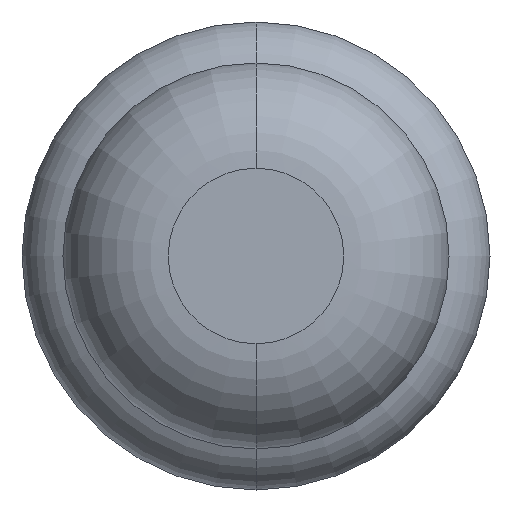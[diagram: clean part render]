
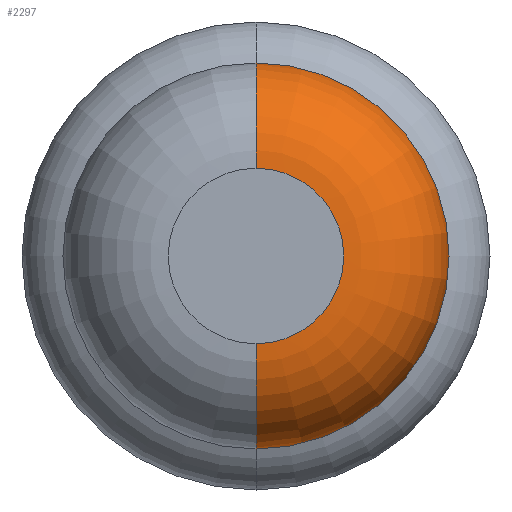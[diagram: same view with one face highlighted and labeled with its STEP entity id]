
A CAD part, front view. The second image highlights one B-rep face of the part: STEP entity #2297.
In plain terms, the highlighted toroidal (fillet/blend) face has major radius 0.375 mm and minor radius 0.45 mm.
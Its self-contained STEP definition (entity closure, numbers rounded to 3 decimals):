
#1 = DIRECTION ( 'NONE',  ( 0., 1., 0. ) ) ;
#39 = CARTESIAN_POINT ( 'NONE',  ( 0., -28.55, 0.375 ) ) ;
#48 = DIRECTION ( 'NONE',  ( 0., 1., 0. ) ) ;
#155 = CIRCLE ( 'NONE', #1745, 0.375 ) ;
#160 = ORIENTED_EDGE ( 'NONE', *, *, #630, .F. ) ;
#208 = DIRECTION ( 'NONE',  ( 0., 0., 1. ) ) ;
#259 = DIRECTION ( 'NONE',  ( 0., 1., 0. ) ) ;
#438 = CIRCLE ( 'NONE', #2038, 0.45 ) ;
#513 = CARTESIAN_POINT ( 'NONE',  ( 0., -28.55, 0.825 ) ) ;
#519 = EDGE_CURVE ( 'Defeature ausgef�hrt1_7+Defeature ausgef�hrt1_6+Defeature ausgef�hrt1_6+Defeature ausgef�hrt1_6', #1682, #2778, #155, .T. ) ;
#630 = EDGE_CURVE ( 'NONE', #1682, #1094, #1194, .T. ) ;
#875 = DIRECTION ( 'NONE',  ( 0., 0., 1. ) ) ;
#1084 = CARTESIAN_POINT ( 'NONE',  ( 0., -28.55, 0. ) ) ;
#1094 = VERTEX_POINT ( 'NONE', #513 ) ;
#1131 = CARTESIAN_POINT ( 'NONE',  ( 0., -28.55, 0. ) ) ;
#1194 = CIRCLE ( 'NONE', #3326, 0.45 ) ;
#1458 = VERTEX_POINT ( 'NONE', #1567 ) ;
#1497 = DIRECTION ( 'NONE',  ( 0., 0., 1. ) ) ;
#1567 = CARTESIAN_POINT ( 'NONE',  ( 0., -28.55, -0.825 ) ) ;
#1682 = VERTEX_POINT ( 'NONE', #1703 ) ;
#1703 = CARTESIAN_POINT ( 'NONE',  ( 0., -29., 0.375 ) ) ;
#1745 = AXIS2_PLACEMENT_3D ( 'NONE', #2292, #48, #1497 ) ;
#1844 = TOROIDAL_SURFACE ( 'NONE', #2651, 0.375, 0.45 ) ;
#1976 = CARTESIAN_POINT ( 'NONE',  ( 0., -28.55, -0.375 ) ) ;
#2034 = DIRECTION ( 'NONE',  ( -1., 0., 0. ) ) ;
#2038 = AXIS2_PLACEMENT_3D ( 'NONE', #1976, #2206, #2816 ) ;
#2206 = DIRECTION ( 'NONE',  ( 1., 0., 0. ) ) ;
#2274 = ORIENTED_EDGE ( 'NONE', *, *, #3153, .T. ) ;
#2292 = CARTESIAN_POINT ( 'NONE',  ( 0., -29., 0. ) ) ;
#2297 = ADVANCED_FACE ( 'Defeature ausgef�hrt1_7', ( #3338 ), #1844, .T. ) ;
#2349 = AXIS2_PLACEMENT_3D ( 'NONE', #1084, #259, #208 ) ;
#2421 = CIRCLE ( 'NONE', #2349, 0.825 ) ;
#2651 = AXIS2_PLACEMENT_3D ( 'NONE', #1131, #1, #875 ) ;
#2778 = VERTEX_POINT ( 'NONE', #2803 ) ;
#2803 = CARTESIAN_POINT ( 'NONE',  ( 0., -29., -0.375 ) ) ;
#2816 = DIRECTION ( 'NONE',  ( 0., 0., -1. ) ) ;
#3080 = ORIENTED_EDGE ( 'NONE', *, *, #519, .T. ) ;
#3153 = EDGE_CURVE ( 'NONE', #2778, #1458, #438, .T. ) ;
#3171 = EDGE_CURVE ( 'Defeature ausgef�hrt1_8+Defeature ausgef�hrt1_7+Defeature ausgef�hrt1_7+Defeature ausgef�hrt1_7', #1094, #1458, #2421, .T. ) ;
#3267 = ORIENTED_EDGE ( 'NONE', *, *, #3171, .F. ) ;
#3326 = AXIS2_PLACEMENT_3D ( 'NONE', #39, #2034, #3509 ) ;
#3338 = FACE_OUTER_BOUND ( 'NONE', #3632, .T. ) ;
#3509 = DIRECTION ( 'NONE',  ( 0., 0., 1. ) ) ;
#3632 = EDGE_LOOP ( 'NONE', ( #3080, #2274, #3267, #160 ) ) ;
